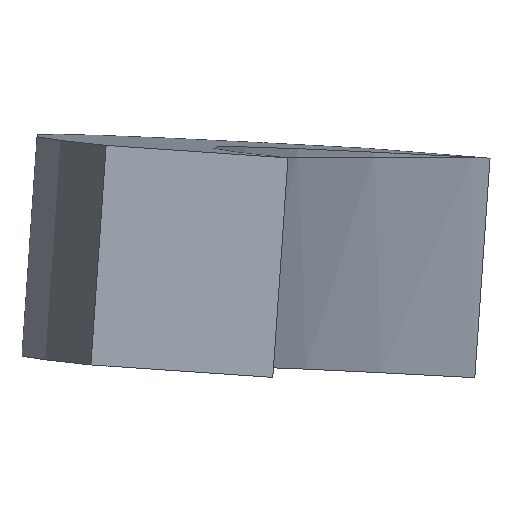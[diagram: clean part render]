
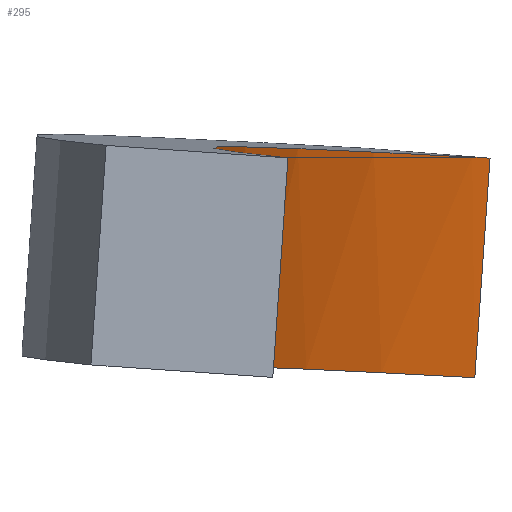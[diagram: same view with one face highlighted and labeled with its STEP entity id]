
A CAD part, left-side view. The second image highlights one B-rep face of the part: STEP entity #295.
In plain terms, the highlighted cylindrical face has radius 15250 mm (diameter 30500 mm), a partial arc.
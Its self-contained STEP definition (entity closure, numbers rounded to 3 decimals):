
#70=CARTESIAN_POINT('Vertex',(-4533.379,-1637.614,2000.005)) ;
#77=CARTESIAN_POINT('Vertex',(8433.938,-3511.825,2000.005)) ;
#144=CARTESIAN_POINT('Axis2P3D Location',(-14.854,-16171.114,1039.373)) ;
#148=CARTESIAN_POINT('Vertex',(-4528.931,-1636.241,2000.144)) ;
#155=CARTESIAN_POINT('Vertex',(8430.061,-3509.249,2000.144)) ;
#158=CARTESIAN_POINT('Axis2P3D Location',(-14.854,-16171.114,1039.373)) ;
#242=CARTESIAN_POINT('Axis2P3D Location',(-4.077,-16096.552,-37.996)) ;
#247=CARTESIAN_POINT('Line Origine',(-4721.54,-1625.982,916.29)) ;
#251=CARTESIAN_POINT('Vertex',(-4710.763,-1551.42,-161.079)) ;
#253=CARTESIAN_POINT('Vertex',(-4732.316,-1700.545,1993.66)) ;
#256=CARTESIAN_POINT('Axis2P3D Location',(6.7,-16021.99,-1115.365)) ;
#260=CARTESIAN_POINT('Vertex',(8708.669,-3534.663,-164.102)) ;
#263=CARTESIAN_POINT('Line Origine',(8697.892,-3609.225,913.267)) ;
#267=CARTESIAN_POINT('Vertex',(8687.115,-3683.787,1990.636)) ;
#270=CARTESIAN_POINT('Axis2P3D Location',(-14.854,-16171.114,1039.373)) ;
#275=CARTESIAN_POINT('Axis2P3D Location',(-14.854,-16171.114,1039.373)) ;
#280=CARTESIAN_POINT('Axis2P3D Location',(-14.854,-16171.114,1039.373)) ;
#145=DIRECTION('Axis2P3D Direction',(-0.01,-0.069,0.998)) ;
#159=DIRECTION('Axis2P3D Direction',(-0.01,-0.069,0.998)) ;
#243=DIRECTION('Axis2P3D Direction',(-0.01,-0.069,0.998)) ;
#244=DIRECTION('Axis2P3D XDirection',(0.571,0.819,0.062)) ;
#248=DIRECTION('Vector Direction',(-0.01,-0.069,0.998)) ;
#257=DIRECTION('Axis2P3D Direction',(-0.01,-0.069,0.998)) ;
#264=DIRECTION('Vector Direction',(-0.01,-0.069,0.998)) ;
#271=DIRECTION('Axis2P3D Direction',(-0.01,-0.069,0.998)) ;
#276=DIRECTION('Axis2P3D Direction',(-0.01,-0.069,0.998)) ;
#281=DIRECTION('Axis2P3D Direction',(-0.01,-0.069,0.998)) ;
#146=AXIS2_PLACEMENT_3D('Circle Axis2P3D',#144,#145,$) ;
#160=AXIS2_PLACEMENT_3D('Circle Axis2P3D',#158,#159,$) ;
#245=AXIS2_PLACEMENT_3D('Cylinder Axis2P3D',#242,#243,#244) ;
#258=AXIS2_PLACEMENT_3D('Circle Axis2P3D',#256,#257,$) ;
#272=AXIS2_PLACEMENT_3D('Circle Axis2P3D',#270,#271,$) ;
#277=AXIS2_PLACEMENT_3D('Circle Axis2P3D',#275,#276,$) ;
#282=AXIS2_PLACEMENT_3D('Circle Axis2P3D',#280,#281,$) ;
#286=ORIENTED_EDGE('',*,*,#255,.F.) ;
#287=ORIENTED_EDGE('',*,*,#262,.T.) ;
#288=ORIENTED_EDGE('',*,*,#269,.T.) ;
#289=ORIENTED_EDGE('',*,*,#274,.F.) ;
#290=ORIENTED_EDGE('',*,*,#162,.F.) ;
#291=ORIENTED_EDGE('',*,*,#279,.F.) ;
#292=ORIENTED_EDGE('',*,*,#150,.F.) ;
#293=ORIENTED_EDGE('',*,*,#284,.F.) ;
#249=VECTOR('Line Direction',#248,1.) ;
#265=VECTOR('Line Direction',#264,1.) ;
#295=ADVANCED_FACE('',(#294),#246,.F.) ;
#147=CIRCLE('generated circle',#146,15250.) ;
#161=CIRCLE('generated circle',#160,15250.) ;
#259=CIRCLE('generated circle',#258,15250.) ;
#273=CIRCLE('generated circle',#272,15250.) ;
#278=CIRCLE('generated circle',#277,15250.) ;
#283=CIRCLE('generated circle',#282,15250.) ;
#246=CYLINDRICAL_SURFACE('generated cylinder',#245,15250.) ;
#150=EDGE_CURVE('',#71,#149,#147,.F.) ;
#162=EDGE_CURVE('',#156,#78,#161,.F.) ;
#255=EDGE_CURVE('',#252,#254,#250,.T.) ;
#262=EDGE_CURVE('',#252,#261,#259,.F.) ;
#269=EDGE_CURVE('',#261,#268,#266,.T.) ;
#274=EDGE_CURVE('',#78,#268,#273,.F.) ;
#279=EDGE_CURVE('',#149,#156,#278,.F.) ;
#284=EDGE_CURVE('',#254,#71,#283,.F.) ;
#285=EDGE_LOOP('',(#286,#287,#288,#289,#290,#291,#292,#293)) ;
#294=FACE_OUTER_BOUND('',#285,.T.) ;
#250=LINE('Line',#247,#249) ;
#266=LINE('Line',#263,#265) ;
#71=VERTEX_POINT('',#70) ;
#78=VERTEX_POINT('',#77) ;
#149=VERTEX_POINT('',#148) ;
#156=VERTEX_POINT('',#155) ;
#252=VERTEX_POINT('',#251) ;
#254=VERTEX_POINT('',#253) ;
#261=VERTEX_POINT('',#260) ;
#268=VERTEX_POINT('',#267) ;
